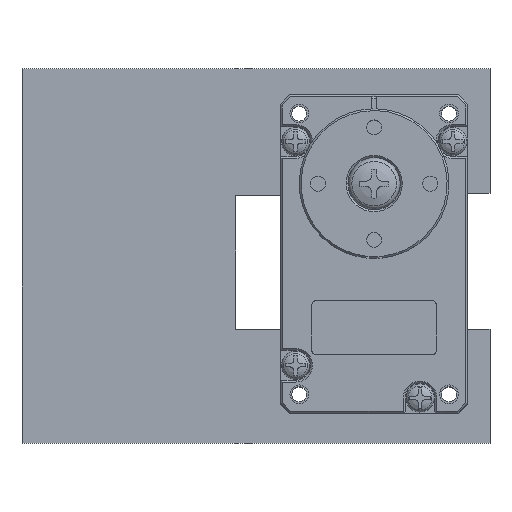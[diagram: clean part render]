
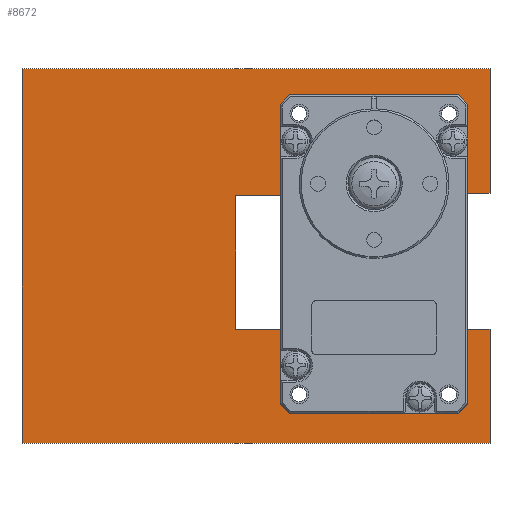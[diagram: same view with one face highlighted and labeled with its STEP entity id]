
A CAD part, top view. The second image highlights one B-rep face of the part: STEP entity #8672.
In plain terms, the highlighted planar face has unit normal (0, 0, 1).
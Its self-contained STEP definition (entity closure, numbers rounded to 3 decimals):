
#288=FACE_BOUND('',#1189,.T.);
#289=FACE_BOUND('',#1190,.T.);
#290=FACE_BOUND('',#1191,.T.);
#291=FACE_BOUND('',#1192,.T.);
#292=FACE_BOUND('',#1193,.T.);
#397=CIRCLE('',#9306,1.);
#398=CIRCLE('',#9307,1.);
#399=CIRCLE('',#9308,1.);
#400=CIRCLE('',#9309,1.);
#690=FACE_OUTER_BOUND('',#1188,.T.);
#1188=EDGE_LOOP('',(#5821,#5822,#5823,#5824,#5825,#5826,#5827,#5828));
#1189=EDGE_LOOP('',(#5829));
#1190=EDGE_LOOP('',(#5830));
#1191=EDGE_LOOP('',(#5831));
#1192=EDGE_LOOP('',(#5832));
#1193=EDGE_LOOP('',(#5833,#5834,#5835,#5836));
#1786=LINE('',#12700,#2745);
#1790=LINE('',#12708,#2749);
#1793=LINE('',#12714,#2752);
#1796=LINE('',#12719,#2755);
#1798=LINE('',#12724,#2757);
#1802=LINE('',#12732,#2761);
#1805=LINE('',#12738,#2764);
#1810=LINE('',#12747,#2769);
#1811=LINE('',#12750,#2770);
#1814=LINE('',#12756,#2773);
#1815=LINE('',#12758,#2774);
#1816=LINE('',#12759,#2775);
#2745=VECTOR('',#10114,10.);
#2749=VECTOR('',#10120,10.);
#2752=VECTOR('',#10125,10.);
#2755=VECTOR('',#10130,10.);
#2757=VECTOR('',#10134,10.);
#2761=VECTOR('',#10140,10.);
#2764=VECTOR('',#10145,10.);
#2769=VECTOR('',#10152,10.);
#2770=VECTOR('',#10155,10.);
#2773=VECTOR('',#10160,10.);
#2774=VECTOR('',#10161,10.);
#2775=VECTOR('',#10162,10.);
#3704=VERTEX_POINT('',#12698);
#3705=VERTEX_POINT('',#12699);
#3708=VERTEX_POINT('',#12707);
#3710=VERTEX_POINT('',#12713);
#3712=VERTEX_POINT('',#12722);
#3713=VERTEX_POINT('',#12723);
#3716=VERTEX_POINT('',#12731);
#3718=VERTEX_POINT('',#12737);
#3721=VERTEX_POINT('',#12745);
#3722=VERTEX_POINT('',#12749);
#3724=VERTEX_POINT('',#12755);
#3725=VERTEX_POINT('',#12757);
#3726=VERTEX_POINT('',#12760);
#3727=VERTEX_POINT('',#12762);
#3728=VERTEX_POINT('',#12764);
#3729=VERTEX_POINT('',#12766);
#4523=EDGE_CURVE('',#3704,#3705,#1786,.T.);
#4527=EDGE_CURVE('',#3708,#3704,#1790,.T.);
#4530=EDGE_CURVE('',#3710,#3708,#1793,.T.);
#4533=EDGE_CURVE('',#3705,#3710,#1796,.T.);
#4535=EDGE_CURVE('',#3712,#3713,#1798,.T.);
#4539=EDGE_CURVE('',#3716,#3712,#1802,.T.);
#4542=EDGE_CURVE('',#3718,#3716,#1805,.T.);
#4547=EDGE_CURVE('',#3713,#3721,#1810,.T.);
#4548=EDGE_CURVE('',#3722,#3718,#1811,.T.);
#4551=EDGE_CURVE('',#3721,#3724,#1814,.T.);
#4552=EDGE_CURVE('',#3724,#3725,#1815,.T.);
#4553=EDGE_CURVE('',#3725,#3722,#1816,.T.);
#4554=EDGE_CURVE('',#3726,#3726,#397,.T.);
#4555=EDGE_CURVE('',#3727,#3727,#398,.T.);
#4556=EDGE_CURVE('',#3728,#3728,#399,.T.);
#4557=EDGE_CURVE('',#3729,#3729,#400,.T.);
#5821=ORIENTED_EDGE('',*,*,#4542,.T.);
#5822=ORIENTED_EDGE('',*,*,#4539,.T.);
#5823=ORIENTED_EDGE('',*,*,#4535,.T.);
#5824=ORIENTED_EDGE('',*,*,#4547,.T.);
#5825=ORIENTED_EDGE('',*,*,#4551,.T.);
#5826=ORIENTED_EDGE('',*,*,#4552,.T.);
#5827=ORIENTED_EDGE('',*,*,#4553,.T.);
#5828=ORIENTED_EDGE('',*,*,#4548,.T.);
#5829=ORIENTED_EDGE('',*,*,#4554,.T.);
#5830=ORIENTED_EDGE('',*,*,#4555,.T.);
#5831=ORIENTED_EDGE('',*,*,#4556,.T.);
#5832=ORIENTED_EDGE('',*,*,#4557,.T.);
#5833=ORIENTED_EDGE('',*,*,#4523,.T.);
#5834=ORIENTED_EDGE('',*,*,#4533,.T.);
#5835=ORIENTED_EDGE('',*,*,#4530,.T.);
#5836=ORIENTED_EDGE('',*,*,#4527,.T.);
#8314=PLANE('',#9305);
#8672=ADVANCED_FACE('',(#690,#288,#289,#290,#291,#292),#8314,.T.);
#9305=AXIS2_PLACEMENT_3D('',#12754,#10158,#10159);
#9306=AXIS2_PLACEMENT_3D('',#12761,#10163,#10164);
#9307=AXIS2_PLACEMENT_3D('',#12763,#10165,#10166);
#9308=AXIS2_PLACEMENT_3D('',#12765,#10167,#10168);
#9309=AXIS2_PLACEMENT_3D('',#12767,#10169,#10170);
#10114=DIRECTION('',(0.,-1.,0.));
#10120=DIRECTION('',(1.,0.,0.));
#10125=DIRECTION('',(0.,1.,0.));
#10130=DIRECTION('',(-1.,0.,0.));
#10134=DIRECTION('',(1.,0.,0.));
#10140=DIRECTION('',(0.,1.,0.));
#10145=DIRECTION('',(-1.,0.,0.));
#10152=DIRECTION('',(0.,1.,0.));
#10155=DIRECTION('',(0.,1.,0.));
#10158=DIRECTION('center_axis',(0.,0.,1.));
#10159=DIRECTION('ref_axis',(1.,0.,0.));
#10160=DIRECTION('',(-1.,0.,0.));
#10161=DIRECTION('',(0.,-1.,0.));
#10162=DIRECTION('',(1.,0.,0.));
#10163=DIRECTION('center_axis',(0.,0.,-1.));
#10164=DIRECTION('ref_axis',(-1.,0.,0.));
#10165=DIRECTION('center_axis',(0.,0.,-1.));
#10166=DIRECTION('ref_axis',(-1.,0.,0.));
#10167=DIRECTION('center_axis',(0.,0.,-1.));
#10168=DIRECTION('ref_axis',(-1.,0.,0.));
#10169=DIRECTION('center_axis',(0.,0.,-1.));
#10170=DIRECTION('ref_axis',(-1.,0.,0.));
#12698=CARTESIAN_POINT('',(33.19,26.431,4.));
#12699=CARTESIAN_POINT('',(33.19,12.163,4.));
#12700=CARTESIAN_POINT('',(33.19,23.215,4.));
#12707=CARTESIAN_POINT('',(22.818,26.431,4.));
#12708=CARTESIAN_POINT('',(23.909,26.431,4.));
#12713=CARTESIAN_POINT('',(22.818,12.163,4.));
#12714=CARTESIAN_POINT('',(22.818,16.082,4.));
#12719=CARTESIAN_POINT('',(29.095,12.163,4.));
#12722=CARTESIAN_POINT('',(42.294,26.702,4.));
#12723=CARTESIAN_POINT('',(50.,26.702,4.));
#12724=CARTESIAN_POINT('',(33.647,26.702,4.));
#12731=CARTESIAN_POINT('',(42.294,12.163,4.));
#12732=CARTESIAN_POINT('',(42.294,16.082,4.));
#12737=CARTESIAN_POINT('',(50.,12.163,4.));
#12738=CARTESIAN_POINT('',(37.5,12.163,4.));
#12745=CARTESIAN_POINT('',(50.,40.,4.));
#12747=CARTESIAN_POINT('',(50.,0.,4.));
#12749=CARTESIAN_POINT('',(50.,0.,4.));
#12750=CARTESIAN_POINT('',(50.,0.,4.));
#12754=CARTESIAN_POINT('Origin',(25.,20.,4.));
#12755=CARTESIAN_POINT('',(0.,40.,4.));
#12756=CARTESIAN_POINT('',(50.,40.,4.));
#12757=CARTESIAN_POINT('',(0.,0.,4.));
#12758=CARTESIAN_POINT('',(0.,40.,4.));
#12759=CARTESIAN_POINT('',(0.,0.,4.));
#12760=CARTESIAN_POINT('',(30.621,5.182,4.));
#12761=CARTESIAN_POINT('Origin',(29.621,5.182,4.));
#12762=CARTESIAN_POINT('',(30.621,35.182,4.));
#12763=CARTESIAN_POINT('Origin',(29.621,35.182,4.));
#12764=CARTESIAN_POINT('',(46.621,5.182,4.));
#12765=CARTESIAN_POINT('Origin',(45.621,5.182,4.));
#12766=CARTESIAN_POINT('',(46.621,35.182,4.));
#12767=CARTESIAN_POINT('Origin',(45.621,35.182,4.));
